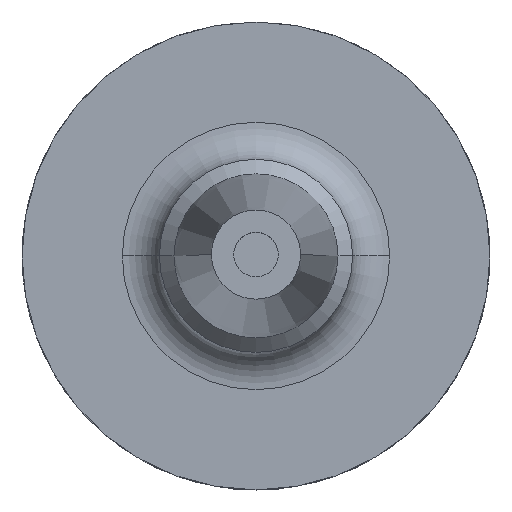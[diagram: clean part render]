
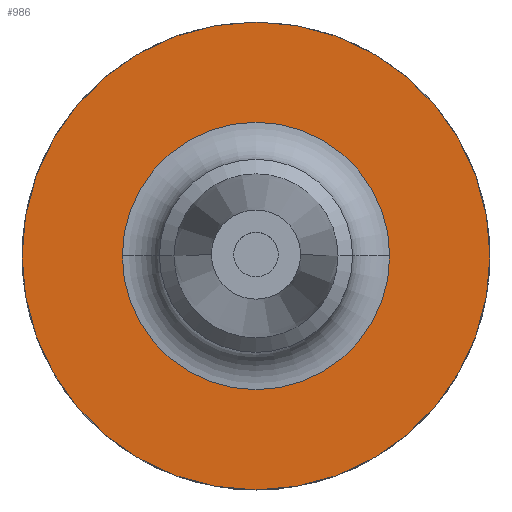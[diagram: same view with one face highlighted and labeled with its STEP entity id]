
A CAD part, top view. The second image highlights one B-rep face of the part: STEP entity #986.
In plain terms, the highlighted planar face has unit normal (0, 0, 1).
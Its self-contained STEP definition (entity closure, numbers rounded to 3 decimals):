
#88 = DIRECTION ( 'NONE',  ( -1., 0., 0. ) ) ;
#110 = EDGE_CURVE ( 'NONE', #1265, #811, #581, .T. ) ;
#187 = EDGE_CURVE ( 'NONE', #1135, #1086, #805, .T. ) ;
#204 = FACE_OUTER_BOUND ( 'NONE', #1339, .T. ) ;
#246 = DIRECTION ( 'NONE',  ( -1., 0., 0. ) ) ;
#261 = DIRECTION ( 'NONE',  ( 0., 0., -1. ) ) ;
#283 = CARTESIAN_POINT ( 'NONE',  ( 18., 0., 27. ) ) ;
#474 = CARTESIAN_POINT ( 'NONE',  ( 0., 0., 27. ) ) ;
#513 = AXIS2_PLACEMENT_3D ( 'NONE', #646, #1050, #246 ) ;
#558 = EDGE_CURVE ( 'NONE', #1086, #1135, #1657, .T. ) ;
#567 = ORIENTED_EDGE ( 'NONE', *, *, #110, .T. ) ;
#569 = EDGE_LOOP ( 'NONE', ( #567, #866 ) ) ;
#581 = CIRCLE ( 'NONE', #619, 18. ) ;
#600 = DIRECTION ( 'NONE',  ( 0., 0., -1. ) ) ;
#606 = CIRCLE ( 'NONE', #1697, 18. ) ;
#616 = DIRECTION ( 'NONE',  ( -1., 0., 0. ) ) ;
#619 = AXIS2_PLACEMENT_3D ( 'NONE', #1060, #261, #1192 ) ;
#646 = CARTESIAN_POINT ( 'NONE',  ( 0., 0., 27. ) ) ;
#657 = CARTESIAN_POINT ( 'NONE',  ( -31.5, 0., 27. ) ) ;
#666 = CARTESIAN_POINT ( 'NONE',  ( -18., 0., 27. ) ) ;
#685 = AXIS2_PLACEMENT_3D ( 'NONE', #474, #600, #616 ) ;
#766 = DIRECTION ( 'NONE',  ( 0., 0., -1. ) ) ;
#805 = CIRCLE ( 'NONE', #1670, 31.5 ) ;
#809 = ORIENTED_EDGE ( 'NONE', *, *, #558, .F. ) ;
#811 = VERTEX_POINT ( 'NONE', #283 ) ;
#853 = FACE_BOUND ( 'NONE', #569, .T. ) ;
#866 = ORIENTED_EDGE ( 'NONE', *, *, #908, .T. ) ;
#872 = DIRECTION ( 'NONE',  ( -1., 0., 0. ) ) ;
#886 = DIRECTION ( 'NONE',  ( 0., 0., -1. ) ) ;
#908 = EDGE_CURVE ( 'NONE', #811, #1265, #606, .T. ) ;
#912 = PLANE ( 'NONE',  #513 ) ;
#986 = ADVANCED_FACE ( 'NONE', ( #853, #204 ), #912, .F. ) ;
#1050 = DIRECTION ( 'NONE',  ( 0., 0., -1. ) ) ;
#1060 = CARTESIAN_POINT ( 'NONE',  ( 0., 0., 27. ) ) ;
#1086 = VERTEX_POINT ( 'NONE', #1679 ) ;
#1135 = VERTEX_POINT ( 'NONE', #657 ) ;
#1146 = ORIENTED_EDGE ( 'NONE', *, *, #187, .F. ) ;
#1192 = DIRECTION ( 'NONE',  ( -1., 0., 0. ) ) ;
#1265 = VERTEX_POINT ( 'NONE', #666 ) ;
#1339 = EDGE_LOOP ( 'NONE', ( #1146, #809 ) ) ;
#1646 = CARTESIAN_POINT ( 'NONE',  ( 0., 0., 27. ) ) ;
#1657 = CIRCLE ( 'NONE', #685, 31.5 ) ;
#1670 = AXIS2_PLACEMENT_3D ( 'NONE', #1646, #766, #872 ) ;
#1677 = CARTESIAN_POINT ( 'NONE',  ( 0., 0., 27. ) ) ;
#1679 = CARTESIAN_POINT ( 'NONE',  ( 31.5, 0., 27. ) ) ;
#1697 = AXIS2_PLACEMENT_3D ( 'NONE', #1677, #886, #88 ) ;
